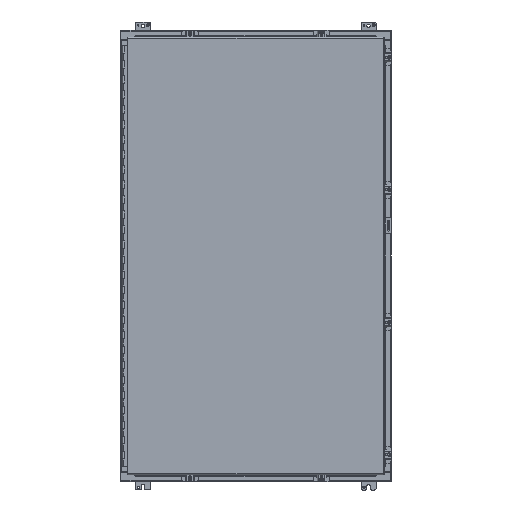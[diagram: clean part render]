
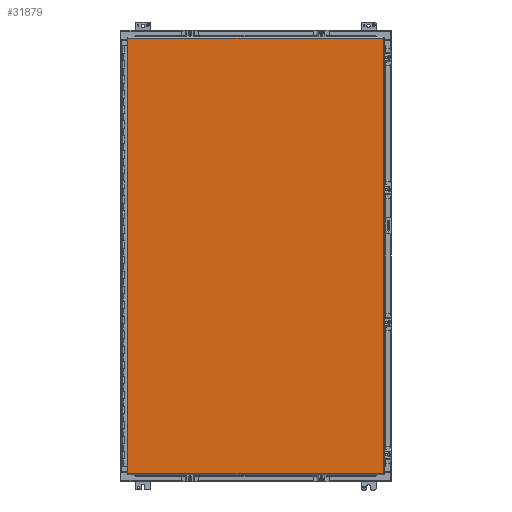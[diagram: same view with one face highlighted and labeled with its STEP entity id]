
A CAD part, front view. The second image highlights one B-rep face of the part: STEP entity #31879.
In plain terms, the highlighted planar face has unit normal (0, -1, 0).
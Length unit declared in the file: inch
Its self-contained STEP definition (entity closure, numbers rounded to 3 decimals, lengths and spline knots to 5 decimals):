
#521 = DIRECTION ( 'NONE',  ( 0., 0., 1. ) ) ;
#2551 = CARTESIAN_POINT ( 'NONE',  ( -17.017, -13.21, 28.9945 ) ) ;
#3450 = VERTEX_POINT ( 'NONE', #23881 ) ;
#6887 = CARTESIAN_POINT ( 'NONE',  ( -17.017, -13.21, -28.9945 ) ) ;
#8691 = LINE ( 'NONE', #32047, #60686 ) ;
#12119 = EDGE_CURVE ( 'NONE', #26268, #64360, #45753, .T. ) ;
#12731 = FACE_OUTER_BOUND ( 'NONE', #51580, .T. ) ;
#20184 = LINE ( 'NONE', #25318, #21638 ) ;
#21638 = VECTOR ( 'NONE', #47625, 39.37008 ) ;
#23881 = CARTESIAN_POINT ( 'NONE',  ( 16.955, -13.21, -28.9945 ) ) ;
#25318 = CARTESIAN_POINT ( 'NONE',  ( 16.955, -13.21, -28.9945 ) ) ;
#26268 = VERTEX_POINT ( 'NONE', #2551 ) ;
#27869 = CARTESIAN_POINT ( 'NONE',  ( -17.017, -13.21, 28.9945 ) ) ;
#28668 = ORIENTED_EDGE ( 'NONE', *, *, #43038, .F. ) ;
#31879 = ADVANCED_FACE ( 'NONE', ( #12731 ), #67592, .T. ) ;
#32047 = CARTESIAN_POINT ( 'NONE',  ( 16.955, -13.21, 28.9945 ) ) ;
#33346 = DIRECTION ( 'NONE',  ( 1., 0., 0. ) ) ;
#35022 = DIRECTION ( 'NONE',  ( 0., 0., -1. ) ) ;
#42334 = VERTEX_POINT ( 'NONE', #48787 ) ;
#43038 = EDGE_CURVE ( 'NONE', #64360, #3450, #8691, .T. ) ;
#43694 = VECTOR ( 'NONE', #33346, 39.37008 ) ;
#45753 = LINE ( 'NONE', #27869, #43694 ) ;
#46594 = VECTOR ( 'NONE', #521, 39.37008 ) ;
#47433 = DIRECTION ( 'NONE',  ( 0., 0., -1. ) ) ;
#47602 = ORIENTED_EDGE ( 'NONE', *, *, #71466, .F. ) ;
#47625 = DIRECTION ( 'NONE',  ( -1., 0., 0. ) ) ;
#48787 = CARTESIAN_POINT ( 'NONE',  ( -17.017, -13.21, -28.9945 ) ) ;
#49168 = LINE ( 'NONE', #60871, #46594 ) ;
#49962 = ORIENTED_EDGE ( 'NONE', *, *, #12119, .F. ) ;
#51580 = EDGE_LOOP ( 'NONE', ( #28668, #49962, #60009, #47602 ) ) ;
#60009 = ORIENTED_EDGE ( 'NONE', *, *, #60082, .F. ) ;
#60082 = EDGE_CURVE ( 'NONE', #42334, #26268, #49168, .T. ) ;
#60686 = VECTOR ( 'NONE', #47433, 39.37008 ) ;
#60871 = CARTESIAN_POINT ( 'NONE',  ( -17.017, -13.21, -28.9945 ) ) ;
#63183 = DIRECTION ( 'NONE',  ( 0., -1., 0. ) ) ;
#64360 = VERTEX_POINT ( 'NONE', #64879 ) ;
#64879 = CARTESIAN_POINT ( 'NONE',  ( 16.955, -13.21, 28.9945 ) ) ;
#66803 = AXIS2_PLACEMENT_3D ( 'NONE', #6887, #63183, #35022 ) ;
#67592 = PLANE ( 'NONE',  #66803 ) ;
#71466 = EDGE_CURVE ( 'NONE', #3450, #42334, #20184, .T. ) ;
